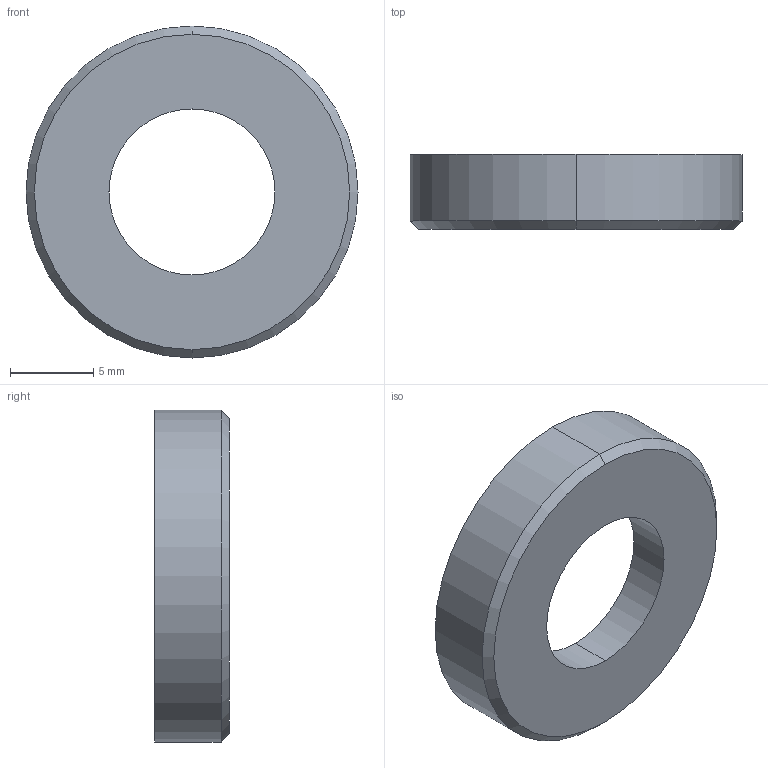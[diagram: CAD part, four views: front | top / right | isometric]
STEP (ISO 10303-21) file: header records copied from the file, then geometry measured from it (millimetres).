
FILE_DESCRIPTION (( 'STEP AP203' ), '1' );
FILE_NAME ('WDS-803-208F.step', '2010-12-24T08:44:12', ( 'SysAdmin' ), ( 'SolidWorks' ), 'SwSTEP 2.0', 'SolidWorks 2011', '' );
FILE_SCHEMA (( 'CONFIG_CONTROL_DESIGN' ));
Length unit declared in the file: millimetre
Products named in the file (2): WDS-803-208F; WDS-803-208F_803F_803-208F
Assembly tree (1 placements, depth 2):
  WDS-803-208F
    WDS-803-208F_803F_803-208F
Bounding box: 20 x 4.5 x 20 mm (x, y, z)
Volume: 830.3 mm3; surface area: 835.2 mm2
Topology: 1 solids, 1 shells, 10 faces, 22 edges, 14 vertices
Faces by surface type: cylinder 4, sphere 2, cone 2, plane 2
Entity records: 486 total; most frequent: DIRECTION 66, CARTESIAN_POINT 50, ORIENTED_EDGE 44, AXIS2_PLACEMENT_3D 30, EDGE_CURVE 22, PERSON_AND_ORGANIZATION 17, CIRCLE 16, VERTEX_POINT 14
